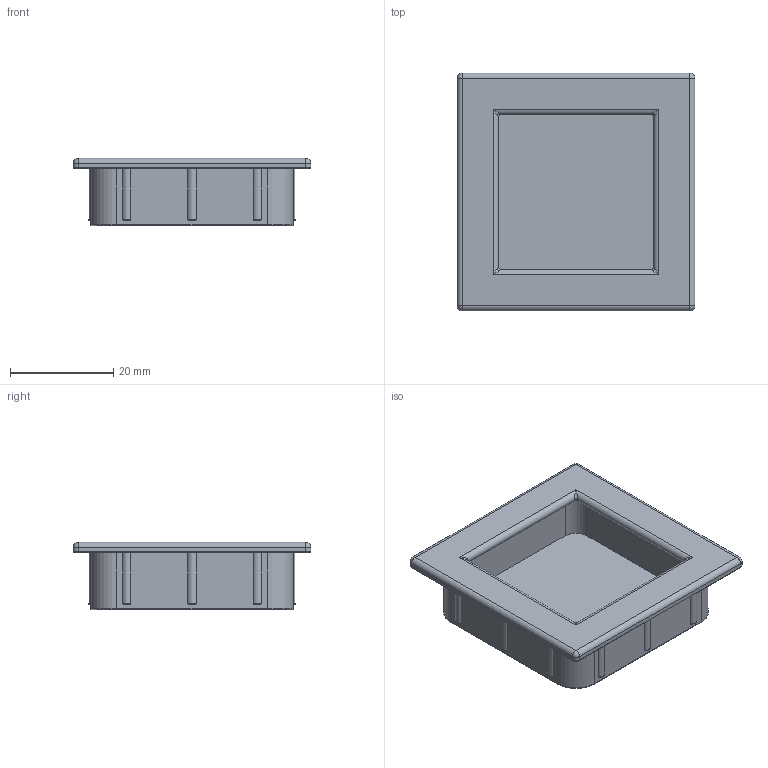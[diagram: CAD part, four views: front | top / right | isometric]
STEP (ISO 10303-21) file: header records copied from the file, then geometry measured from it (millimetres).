
FILE_DESCRIPTION(('Creo Elements/Direct Modeling STEP Export'),'2;1');
FILE_NAME('2152-46.stp','2024-02-09T10:08:42',(''),(''),'Creo Elements/Direct Modeling STEP processor for AP214 (Solid Model)','Creo Elements/Direct Modeling 20.0 12-Nov-2016 (C) Parametric Technology GmbH','');
FILE_SCHEMA(('AUTOMOTIVE_DESIGN { 1 0 10303 214 1 1 1 1 }'));
Length unit declared in the file: millimetre
Products named in the file (3): Muschel; Boden; Muschelgriff
Assembly tree (2 placements, depth 2):
  Muschelgriff
    Boden
    Muschel
Bounding box: 46 x 46 x 13 mm (x, y, z)
Volume: 6589.8 mm3; surface area: 8830 mm2
Topology: 2 solids, 2 shells, 123 faces, 316 edges, 188 vertices
Faces by surface type: cylinder 52, plane 39, torus 24, sphere 4, bspline 4
Entity records: 7357 total; most frequent: CARTESIAN_POINT 4362, DIRECTION 624, ORIENTED_EDGE 608, EDGE_CURVE 304, AXIS2_PLACEMENT_3D 242, VERTEX_POINT 188, VECTOR 140, LINE 140
